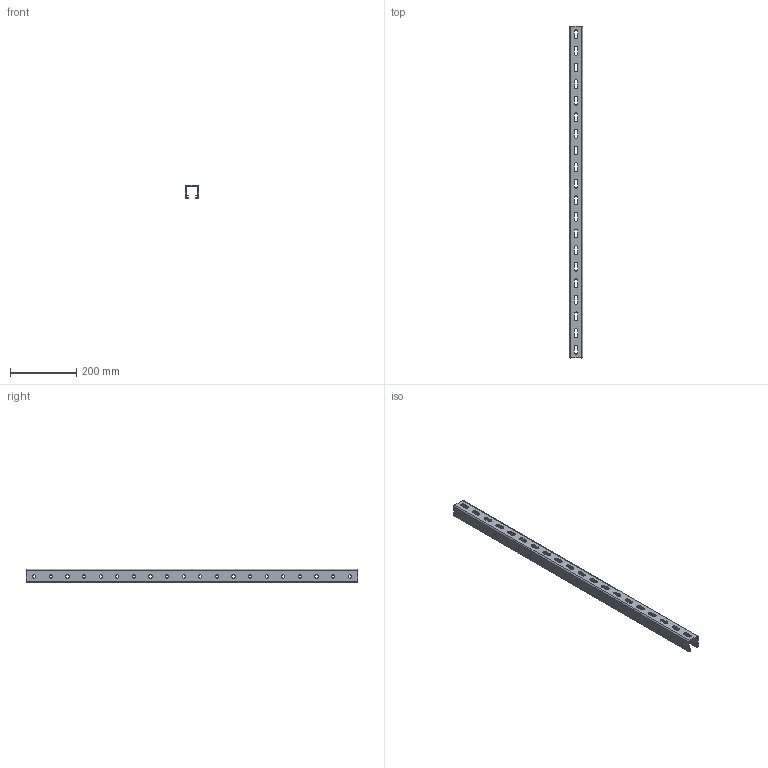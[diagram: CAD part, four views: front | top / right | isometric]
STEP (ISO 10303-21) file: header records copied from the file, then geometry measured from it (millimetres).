
FILE_DESCRIPTION (( 'STEP AP203' ), '1' );
FILE_NAME ('STRUT-ïðîôèëü.STEP', '2019-05-13T07:04:43', ( '' ), ( '' ), 'SwSTEP 2.0', 'SolidWorks 2017', '' );
FILE_SCHEMA (( 'CONFIG_CONTROL_DESIGN' ));
Length unit declared in the file: millimetre
Products named in the file (1): STRUT-ïðîôèëü
Bounding box: 41 x 1000 x 41 mm (x, y, z)
Volume: 316567.5 mm3; surface area: 265458.7 mm2
Topology: 1 solids, 1 shells, 202 faces, 568 edges, 368 vertices
Faces by surface type: cylinder 132, plane 70
Entity records: 6917 total; most frequent: DIRECTION 1238, CARTESIAN_POINT 1139, ORIENTED_EDGE 1136, EDGE_CURVE 568, AXIS2_PLACEMENT_3D 467, VERTEX_POINT 368, EDGE_LOOP 322, LINE 304
